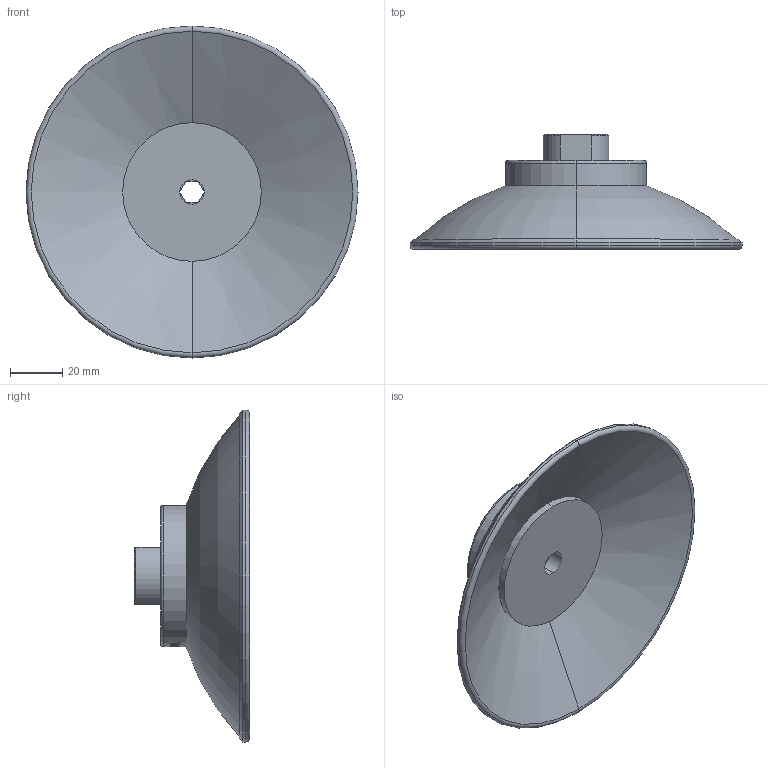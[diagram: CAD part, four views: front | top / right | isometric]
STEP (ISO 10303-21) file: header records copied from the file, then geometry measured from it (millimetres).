
FILE_DESCRIPTION(('STEP AP214'),'1');
FILE_NAME('COVAL_CFC125F38G.stp','2017-12-27T16:15:50',('TraceParts'),('TraceParts S.A.'),'Spatial InterOp 3D',' ',' ');
FILE_SCHEMA(('automotive_design'));
Length unit declared in the file: millimetre
Products named in the file (1): COVAL_CFC125F38G
Bounding box: 127 x 44 x 127 mm (x, y, z)
Volume: 117163.3 mm3; surface area: 33096.3 mm2
Topology: 1 solids, 1 shells, 94 faces, 225 edges, 144 vertices
Faces by surface type: bspline 29, plane 28, cylinder 21, cone 10, torus 6
Entity records: 8526 total; most frequent: CARTESIAN_POINT 5790, ORIENTED_EDGE 450, DIRECTION 326, EDGE_CURVE 225, VERTEX_POINT 144, AXIS2_PLACEMENT_3D 134, EDGE_LOOP 107, B_SPLINE_CURVE_WITH_KNOTS 99
